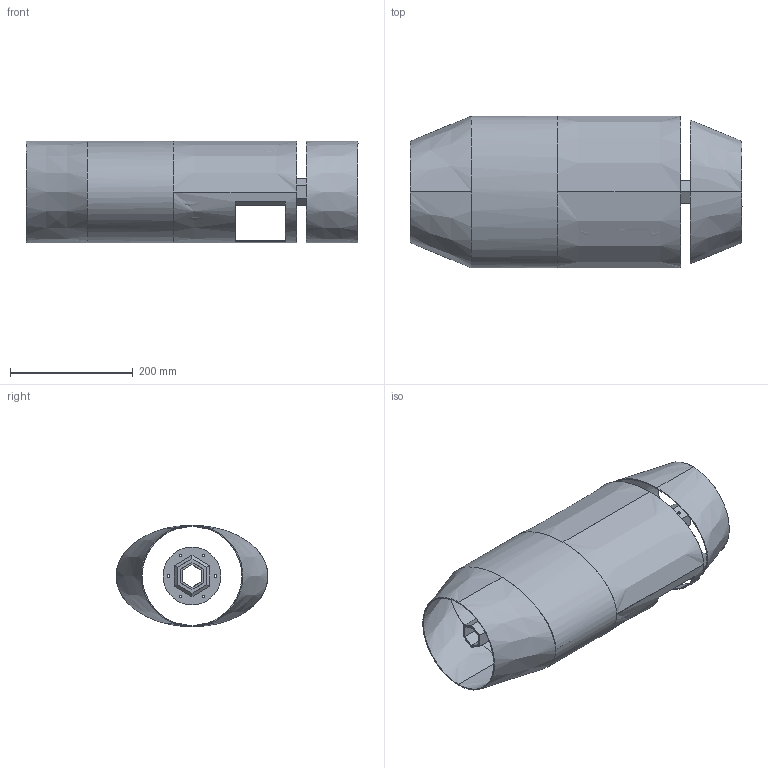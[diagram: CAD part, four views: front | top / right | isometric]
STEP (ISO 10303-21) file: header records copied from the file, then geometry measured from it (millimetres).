
FILE_DESCRIPTION((''),'2;1');
FILE_NAME('FULL_BODY_ASSEM','2023-06-23T13:37:33',('ad892'),(''),'CREO PARAMETRIC BY PTC INC, 2022073','CREO PARAMETRIC BY PTC INC, 2022073','');
FILE_SCHEMA(('CONFIG_CONTROL_DESIGN'));
Length unit declared in the file: inch
Products named in the file (1): FULL_BODY_ASSEM
Bounding box: 540 x 247 x 165 mm (x, y, z)
Volume: 754336.5 mm3; surface area: 776672.9 mm2
Topology: 5 solids, 5 shells, 192 faces, 516 edges, 342 vertices
Faces by surface type: cylinder 90, plane 82, extrusion 12, bspline 8
Entity records: 7175 total; most frequent: CARTESIAN_POINT 2081, ORIENTED_EDGE 1032, DIRECTION 1006, EDGE_CURVE 516, AXIS2_PLACEMENT_3D 358, VERTEX_POINT 342, VECTOR 290, EDGE_LOOP 290
